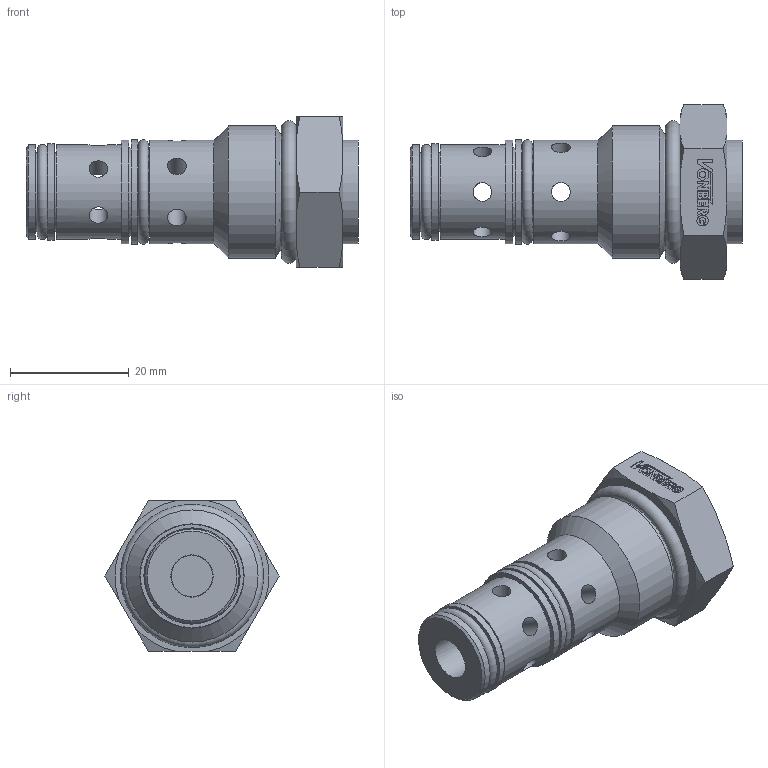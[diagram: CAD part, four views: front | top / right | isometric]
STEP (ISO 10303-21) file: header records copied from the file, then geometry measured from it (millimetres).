
FILE_DESCRIPTION((''),'2;1');
FILE_NAME('2510.stp','2015-01-26T16:01:43',('jml'),(''),'Autodesk Inventor 2010','Autodesk Inventor 2010','');
FILE_SCHEMA(('AUTOMOTIVE_DESIGN { 1 0 10303 214 1 1 1 1 }'));
Length unit declared in the file: inch
Products named in the file (8): 2510 (LevelofDetail1); 220767; 990047; 014 O-RING; 014 BACKUP; 015 O-RING; 015 BACKUP; 910 O-RING
Assembly tree (7 placements, depth 2):
  2510 (LevelofDetail1)
    220767
    990047
    014 O-RING
    014 BACKUP
    015 O-RING
    015 BACKUP
    910 O-RING
Bounding box: 55.88 x 29.33 x 25.4 mm (x, y, z)
Volume: 14278 mm3; surface area: 9340.2 mm2
Topology: 8 solids, 8 shells, 174 faces, 419 edges, 275 vertices
Faces by surface type: plane 105, cylinder 42, cone 19, torus 5, bspline 3
Full cylindrical faces by diameter (mm): 1.044 x1, 3.175 x12, 12.294 x1, 13.157 x1, 13.208 x1, 14.275 x1, 14.91 x1, 14.986 x1, 15.824 x2, 16.205 x1, 17.399 x2, 17.475 x1, 17.526 x1, 19.558 x1, 22.225 x1
Entity records: 6017 total; most frequent: CARTESIAN_POINT 1731, DIRECTION 793, ORIENTED_EDGE 756, EDGE_CURVE 378, AXIS2_PLACEMENT_3D 277, VERTEX_POINT 273, EDGE_LOOP 265, VECTOR 239
